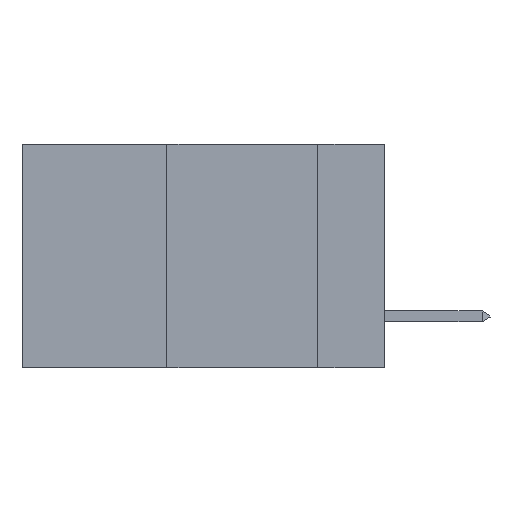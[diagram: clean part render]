
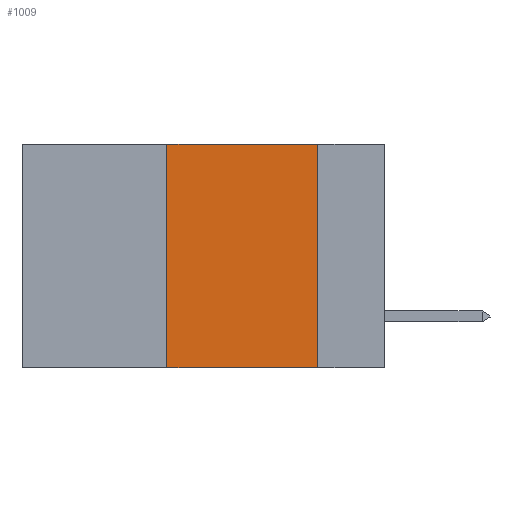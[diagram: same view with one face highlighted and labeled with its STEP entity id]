
A CAD part, left-side view. The second image highlights one B-rep face of the part: STEP entity #1009.
In plain terms, the highlighted planar face has unit normal (-1, 0, 0).
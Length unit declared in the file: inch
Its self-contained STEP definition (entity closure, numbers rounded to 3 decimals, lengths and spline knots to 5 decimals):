
#265 = DIRECTION ( 'NONE',  ( 1., 0., 0. ) ) ;
#526 = PLANE ( 'NONE',  #17652 ) ;
#1009 = ADVANCED_FACE ( 'NONE', ( #23054 ), #526, .F. ) ;
#1016 = ORIENTED_EDGE ( 'NONE', *, *, #15398, .F. ) ;
#2552 = EDGE_CURVE ( 'NONE', #20627, #14502, #16873, .T. ) ;
#2594 = EDGE_CURVE ( 'NONE', #2660, #14502, #5739, .T. ) ;
#2660 = VERTEX_POINT ( 'NONE', #21712 ) ;
#3536 = CARTESIAN_POINT ( 'NONE',  ( 0., 0.36, 0. ) ) ;
#3928 = LINE ( 'NONE', #9209, #24097 ) ;
#4606 = ORIENTED_EDGE ( 'NONE', *, *, #16273, .F. ) ;
#5739 = LINE ( 'NONE', #15315, #21066 ) ;
#7494 = VECTOR ( 'NONE', #8236, 39.37008 ) ;
#8236 = DIRECTION ( 'NONE',  ( 0., 0., 1. ) ) ;
#8898 = CARTESIAN_POINT ( 'NONE',  ( 0., 0.6, -0.37 ) ) ;
#9209 = CARTESIAN_POINT ( 'NONE',  ( 0., 0.6, 0. ) ) ;
#11354 = VECTOR ( 'NONE', #13137, 39.37008 ) ;
#11421 = EDGE_LOOP ( 'NONE', ( #18551, #1016, #4606, #11771 ) ) ;
#11771 = ORIENTED_EDGE ( 'NONE', *, *, #2552, .T. ) ;
#12963 = DIRECTION ( 'NONE',  ( 0., 0., -1. ) ) ;
#13137 = DIRECTION ( 'NONE',  ( 0., -1., 0. ) ) ;
#13446 = DIRECTION ( 'NONE',  ( 0., -1., 0. ) ) ;
#14502 = VERTEX_POINT ( 'NONE', #16988 ) ;
#15315 = CARTESIAN_POINT ( 'NONE',  ( 0., 0.11, 0. ) ) ;
#15398 = EDGE_CURVE ( 'NONE', #18941, #2660, #3928, .T. ) ;
#16273 = EDGE_CURVE ( 'NONE', #20627, #18941, #24687, .T. ) ;
#16561 = CARTESIAN_POINT ( 'NONE',  ( 0., 0.36, 0. ) ) ;
#16873 = LINE ( 'NONE', #8898, #11354 ) ;
#16988 = CARTESIAN_POINT ( 'NONE',  ( 0., 0.11, -0.37 ) ) ;
#17652 = AXIS2_PLACEMENT_3D ( 'NONE', #21360, #265, #12963 ) ;
#18551 = ORIENTED_EDGE ( 'NONE', *, *, #2594, .F. ) ;
#18941 = VERTEX_POINT ( 'NONE', #3536 ) ;
#20627 = VERTEX_POINT ( 'NONE', #22831 ) ;
#21066 = VECTOR ( 'NONE', #23590, 39.37008 ) ;
#21360 = CARTESIAN_POINT ( 'NONE',  ( 0., 0.6, 0. ) ) ;
#21712 = CARTESIAN_POINT ( 'NONE',  ( 0., 0.11, 0. ) ) ;
#22831 = CARTESIAN_POINT ( 'NONE',  ( 0., 0.36, -0.37 ) ) ;
#23054 = FACE_OUTER_BOUND ( 'NONE', #11421, .T. ) ;
#23590 = DIRECTION ( 'NONE',  ( 0., 0., -1. ) ) ;
#24097 = VECTOR ( 'NONE', #13446, 39.37008 ) ;
#24687 = LINE ( 'NONE', #16561, #7494 ) ;
